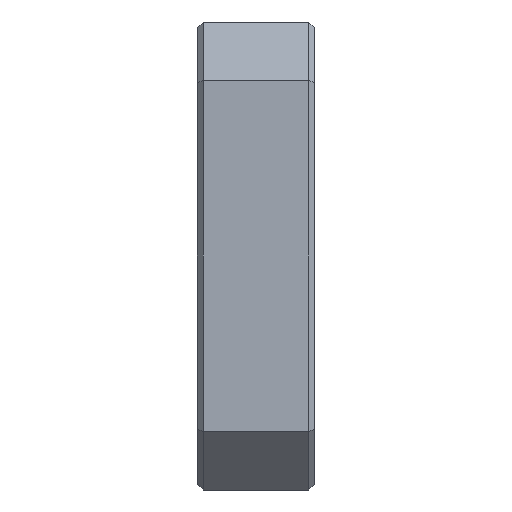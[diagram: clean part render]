
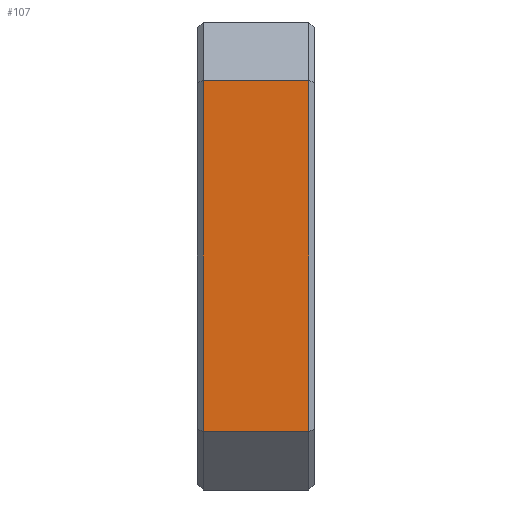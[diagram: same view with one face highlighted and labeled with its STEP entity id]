
A CAD part, left-side view. The second image highlights one B-rep face of the part: STEP entity #107.
In plain terms, the highlighted planar face has unit normal (-1, 0, 0).
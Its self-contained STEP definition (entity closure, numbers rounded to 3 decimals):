
#43 = DIRECTION ( 'NONE',  ( 0., -1., 0. ) ) ;
#56 = FACE_OUTER_BOUND ( 'NONE', #775, .T. ) ;
#59 = EDGE_CURVE ( 'NONE', #762, #1329, #990, .T. ) ;
#107 = ADVANCED_FACE ( 'NONE', ( #56 ), #216, .F. ) ;
#142 = VERTEX_POINT ( 'NONE', #1352 ) ;
#216 = PLANE ( 'NONE',  #467 ) ;
#270 = ORIENTED_EDGE ( 'NONE', *, *, #757, .T. ) ;
#390 = LINE ( 'NONE', #896, #501 ) ;
#467 = AXIS2_PLACEMENT_3D ( 'NONE', #1234, #829, #1584 ) ;
#501 = VECTOR ( 'NONE', #1013, 1000. ) ;
#684 = CARTESIAN_POINT ( 'NONE',  ( -44.5, 9.5, 15. ) ) ;
#757 = EDGE_CURVE ( 'NONE', #1194, #762, #1301, .T. ) ;
#762 = VERTEX_POINT ( 'NONE', #1461 ) ;
#775 = EDGE_LOOP ( 'NONE', ( #1582, #270, #1466, #1213 ) ) ;
#787 = CARTESIAN_POINT ( 'NONE',  ( -44.5, 10., -15. ) ) ;
#829 = DIRECTION ( 'NONE',  ( 1., 0., 0. ) ) ;
#855 = DIRECTION ( 'NONE',  ( 0., 1., 0. ) ) ;
#868 = CARTESIAN_POINT ( 'NONE',  ( -44.5, 0.5, -15. ) ) ;
#896 = CARTESIAN_POINT ( 'NONE',  ( -44.5, 9.5, -15. ) ) ;
#911 = VECTOR ( 'NONE', #855, 1000. ) ;
#940 = CARTESIAN_POINT ( 'NONE',  ( -44.5, 0.5, -20. ) ) ;
#990 = LINE ( 'NONE', #1463, #911 ) ;
#1013 = DIRECTION ( 'NONE',  ( 0., 0., -1. ) ) ;
#1144 = VECTOR ( 'NONE', #43, 1000. ) ;
#1184 = VECTOR ( 'NONE', #1205, 1000. ) ;
#1194 = VERTEX_POINT ( 'NONE', #868 ) ;
#1205 = DIRECTION ( 'NONE',  ( 0., 0., 1. ) ) ;
#1213 = ORIENTED_EDGE ( 'NONE', *, *, #1611, .T. ) ;
#1234 = CARTESIAN_POINT ( 'NONE',  ( -44.5, 10., -20. ) ) ;
#1301 = LINE ( 'NONE', #940, #1184 ) ;
#1329 = VERTEX_POINT ( 'NONE', #684 ) ;
#1352 = CARTESIAN_POINT ( 'NONE',  ( -44.5, 9.5, -15. ) ) ;
#1368 = EDGE_CURVE ( 'NONE', #142, #1194, #1554, .T. ) ;
#1461 = CARTESIAN_POINT ( 'NONE',  ( -44.5, 0.5, 15. ) ) ;
#1463 = CARTESIAN_POINT ( 'NONE',  ( -44.5, 10., 15. ) ) ;
#1466 = ORIENTED_EDGE ( 'NONE', *, *, #59, .T. ) ;
#1554 = LINE ( 'NONE', #787, #1144 ) ;
#1582 = ORIENTED_EDGE ( 'NONE', *, *, #1368, .T. ) ;
#1584 = DIRECTION ( 'NONE',  ( 0., 0., -1. ) ) ;
#1611 = EDGE_CURVE ( 'NONE', #1329, #142, #390, .T. ) ;
